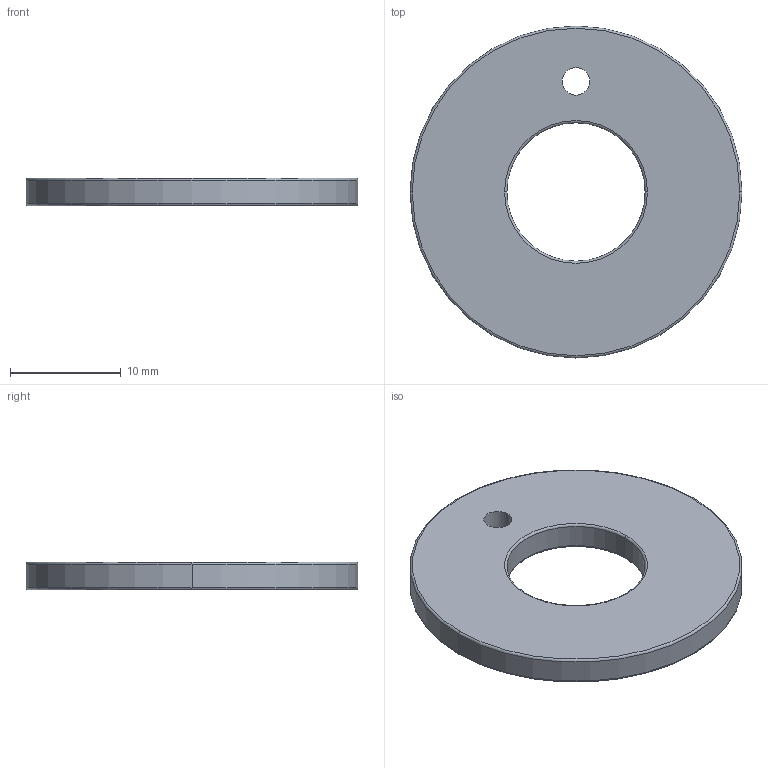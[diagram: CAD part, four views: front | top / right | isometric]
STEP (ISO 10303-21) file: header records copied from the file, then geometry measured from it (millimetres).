
FILE_DESCRIPTION (( 'STEP AP214' ), '1' );
FILE_NAME ('Rondelle M12.STEP', '2023-09-14T12:51:24', ( '' ), ( '' ), 'SwSTEP 2.0', 'SolidWorks 2023', '' );
FILE_SCHEMA (( 'AUTOMOTIVE_DESIGN' ));
Length unit declared in the file: millimetre
Products named in the file (1): Rondelle M12
Bounding box: 30 x 30 x 2.5 mm (x, y, z)
Volume: 1445.8 mm3; surface area: 1489 mm2
Topology: 1 solids, 1 shells, 16 faces, 34 edges, 20 vertices
Faces by surface type: torus 8, cylinder 6, plane 2
Entity records: 473 total; most frequent: DIRECTION 96, CARTESIAN_POINT 71, ORIENTED_EDGE 68, AXIS2_PLACEMENT_3D 45, EDGE_CURVE 34, CIRCLE 28, EDGE_LOOP 20, VERTEX_POINT 20
